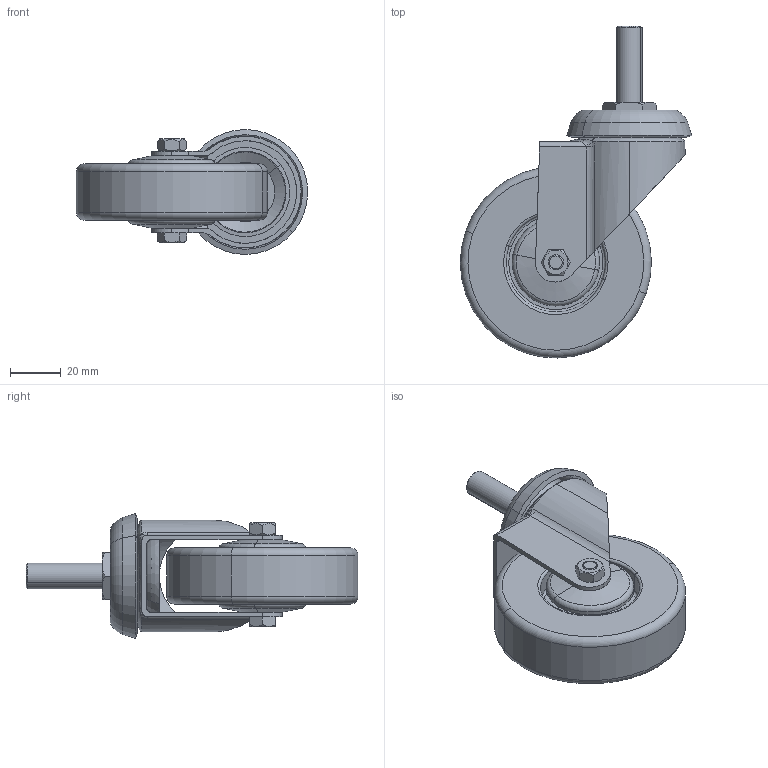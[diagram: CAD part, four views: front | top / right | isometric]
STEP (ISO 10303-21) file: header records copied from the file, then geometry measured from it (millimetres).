
FILE_DESCRIPTION (( 'STEP AP214' ), '1' );
FILE_NAME ('A313 Êîëåñî áåç òîðìîçà O75 Ì10õ25.STEP', '2021-08-09T07:55:39', ( 'Windows User' ), ( '' ), 'SwSTEP 2.0', 'SolidWorks 2021', '' );
FILE_SCHEMA (( 'AUTOMOTIVE_DESIGN' ));
Length unit declared in the file: millimetre
Products named in the file (9): 瓔螵00; ﾇ瓊頸濱00; Êðûøêà_00; A313 Êîëåñî áåç òîðìîçà O75 Ì10õ25; 扻錼勷_00; 昢膼瘔膻嬅00; A313 蹴濋趌00; 鍔錓_00; A313 鍔錓_00
Assembly tree (9 placements, depth 2):
  A313 Êîëåñî áåç òîðìîçà O75 Ì10õ25
    昢膼瘔膻嬅00
    鍔錓_00
    瓔螵00
    ﾇ瓊頸濱00  x2
    扻錼勷_00
    Êðûøêà_00
    A313 鍔錓_00
    A313 蹴濋趌00
Bounding box: 90.81 x 130.27 x 49 mm (x, y, z)
Volume: 104672.4 mm3; surface area: 45333.3 mm2
Topology: 9 solids, 9 shells, 234 faces, 574 edges, 341 vertices
Faces by surface type: plane 75, cylinder 56, cone 56, torus 40, bspline 7
Entity records: 7806 total; most frequent: CARTESIAN_POINT 2237, DIRECTION 1080, ORIENTED_EDGE 1080, EDGE_CURVE 540, AXIS2_PLACEMENT_3D 453, VERTEX_POINT 321, EDGE_LOOP 239, CIRCLE 231
